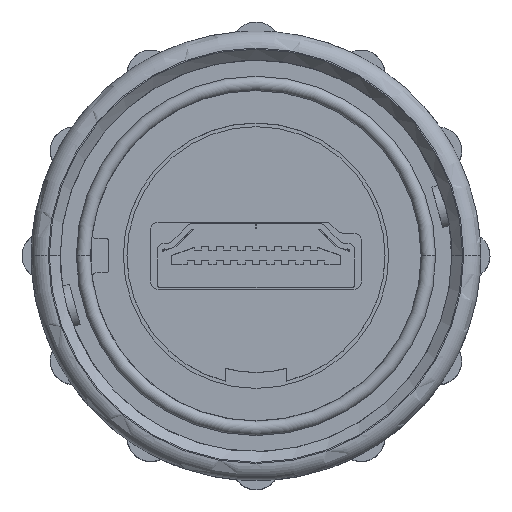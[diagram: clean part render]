
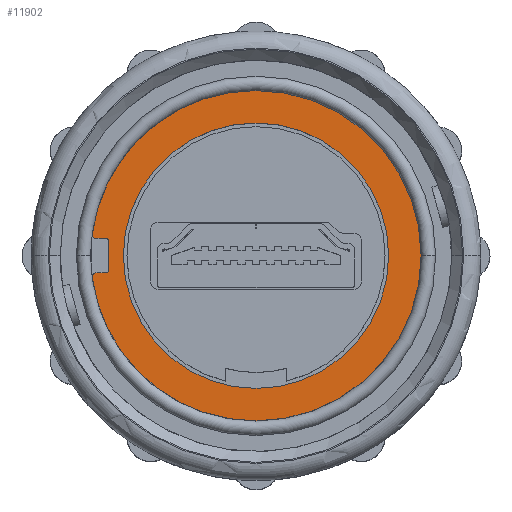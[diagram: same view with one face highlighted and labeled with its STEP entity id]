
A CAD part, top view. The second image highlights one B-rep face of the part: STEP entity #11902.
In plain terms, the highlighted planar face has unit normal (0, 0, 1).
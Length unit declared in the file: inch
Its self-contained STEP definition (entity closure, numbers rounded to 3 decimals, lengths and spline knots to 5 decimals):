
#267 = CARTESIAN_POINT ( 'NONE',  ( 0., -0.366, -0.383 ) ) ;
#299 = DIRECTION ( 'NONE',  ( 0., 0., 1. ) ) ;
#386 = AXIS2_PLACEMENT_3D ( 'NONE', #9588, #1319, #10983 ) ;
#471 = DIRECTION ( 'NONE',  ( 0., 1., 0. ) ) ;
#614 = VERTEX_POINT ( 'NONE', #6542 ) ;
#682 = ORIENTED_EDGE ( 'NONE', *, *, #2632, .F. ) ;
#830 = EDGE_CURVE ( 'NONE', #9445, #11163, #9145, .T. ) ;
#910 = ORIENTED_EDGE ( 'NONE', *, *, #6553, .T. ) ;
#971 = EDGE_CURVE ( 'NONE', #7678, #15388, #14611, .T. ) ;
#1045 = CARTESIAN_POINT ( 'NONE',  ( 0., 0., -0.383 ) ) ;
#1206 = DIRECTION ( 'NONE',  ( 0., 1., 0. ) ) ;
#1311 = VERTEX_POINT ( 'NONE', #10565 ) ;
#1319 = DIRECTION ( 'NONE',  ( 0., 0., 1. ) ) ;
#1362 = VECTOR ( 'NONE', #7472, 39.37008 ) ;
#1374 = LINE ( 'NONE', #8226, #8286 ) ;
#1502 = LINE ( 'NONE', #9805, #15342 ) ;
#1568 = LINE ( 'NONE', #14841, #15860 ) ;
#1821 = EDGE_CURVE ( 'NONE', #1311, #614, #1374, .T. ) ;
#2010 = EDGE_CURVE ( 'NONE', #15388, #8722, #12635, .T. ) ;
#2071 = CARTESIAN_POINT ( 'NONE',  ( -0.45169, -0.05879, -0.383 ) ) ;
#2090 = AXIS2_PLACEMENT_3D ( 'NONE', #10940, #2695, #12337 ) ;
#2404 = CIRCLE ( 'NONE', #386, 0.01 ) ;
#2461 = DIRECTION ( 'NONE',  ( 0., -1., 0. ) ) ;
#2632 = EDGE_CURVE ( 'NONE', #17339, #15775, #1568, .T. ) ;
#2634 = EDGE_LOOP ( 'NONE', ( #9592, #14404, #8413, #11085, #10115, #910, #6824, #9959, #5329, #11601, #682 ) ) ;
#2695 = DIRECTION ( 'NONE',  ( 0., 0., 1. ) ) ;
#2952 = DIRECTION ( 'NONE',  ( 1., 0., 0. ) ) ;
#3143 = DIRECTION ( 'NONE',  ( 1., 0., 0. ) ) ;
#3508 = VERTEX_POINT ( 'NONE', #267 ) ;
#3684 = DIRECTION ( 'NONE',  ( 0., 0., 1. ) ) ;
#4159 = DIRECTION ( 'NONE',  ( 0., 0., -1. ) ) ;
#4275 = CARTESIAN_POINT ( 'NONE',  ( 0., 0.4555, -0.383 ) ) ;
#4678 = VERTEX_POINT ( 'NONE', #2071 ) ;
#5044 = AXIS2_PLACEMENT_3D ( 'NONE', #1045, #10704, #2461 ) ;
#5116 = CARTESIAN_POINT ( 'NONE',  ( -0.4055, 0.0375, -0.383 ) ) ;
#5150 = FACE_BOUND ( 'NONE', #5857, .T. ) ;
#5251 = PLANE ( 'NONE',  #17782 ) ;
#5323 = EDGE_CURVE ( 'NONE', #11966, #4678, #2404, .T. ) ;
#5329 = ORIENTED_EDGE ( 'NONE', *, *, #830, .F. ) ;
#5494 = CARTESIAN_POINT ( 'NONE',  ( -0.44177, -0.0475, -0.383 ) ) ;
#5746 = DIRECTION ( 'NONE',  ( 0., 0., 1. ) ) ;
#5797 = DIRECTION ( 'NONE',  ( 0., -1., 0. ) ) ;
#5857 = EDGE_LOOP ( 'NONE', ( #6515, #16885 ) ) ;
#6019 = EDGE_CURVE ( 'NONE', #11966, #17339, #1502, .T. ) ;
#6221 = DIRECTION ( 'NONE',  ( -1., 0., 0. ) ) ;
#6515 = ORIENTED_EDGE ( 'NONE', *, *, #9060, .F. ) ;
#6542 = CARTESIAN_POINT ( 'NONE',  ( -0.44177, 0.0475, -0.383 ) ) ;
#6553 = EDGE_CURVE ( 'NONE', #8722, #614, #12078, .T. ) ;
#6706 = CARTESIAN_POINT ( 'NONE',  ( 0.414, 0., -0.383 ) ) ;
#6824 = ORIENTED_EDGE ( 'NONE', *, *, #1821, .F. ) ;
#7472 = DIRECTION ( 'NONE',  ( 0., 1., 0. ) ) ;
#7492 = VERTEX_POINT ( 'NONE', #13421 ) ;
#7536 = CARTESIAN_POINT ( 'NONE',  ( -0.4155, -0.0475, -0.383 ) ) ;
#7678 = VERTEX_POINT ( 'NONE', #11131 ) ;
#7705 = CIRCLE ( 'NONE', #2090, 0.366 ) ;
#8226 = CARTESIAN_POINT ( 'NONE',  ( -0.45302, 0.0475, -0.383 ) ) ;
#8282 = AXIS2_PLACEMENT_3D ( 'NONE', #14041, #5746, #15427 ) ;
#8286 = VECTOR ( 'NONE', #6221, 39.37008 ) ;
#8413 = ORIENTED_EDGE ( 'NONE', *, *, #14495, .T. ) ;
#8422 = CARTESIAN_POINT ( 'NONE',  ( -0.45169, 0.05879, -0.383 ) ) ;
#8502 = AXIS2_PLACEMENT_3D ( 'NONE', #13393, #3684, #10609 ) ;
#8569 = CARTESIAN_POINT ( 'NONE',  ( 0., 0., -0.383 ) ) ;
#8722 = VERTEX_POINT ( 'NONE', #8422 ) ;
#8755 = DIRECTION ( 'NONE',  ( 0., 0., -1. ) ) ;
#9049 = DIRECTION ( 'NONE',  ( 0., 0., 1. ) ) ;
#9060 = EDGE_CURVE ( 'NONE', #3508, #7492, #7705, .T. ) ;
#9145 = LINE ( 'NONE', #15824, #1362 ) ;
#9257 = FACE_OUTER_BOUND ( 'NONE', #2634, .T. ) ;
#9445 = VERTEX_POINT ( 'NONE', #13241 ) ;
#9472 = DIRECTION ( 'NONE',  ( 0., 0., -1. ) ) ;
#9588 = CARTESIAN_POINT ( 'NONE',  ( -0.44177, -0.0575, -0.383 ) ) ;
#9592 = ORIENTED_EDGE ( 'NONE', *, *, #6019, .F. ) ;
#9805 = CARTESIAN_POINT ( 'NONE',  ( -0.4055, -0.0475, -0.383 ) ) ;
#9865 = AXIS2_PLACEMENT_3D ( 'NONE', #12447, #4159, #13824 ) ;
#9883 = AXIS2_PLACEMENT_3D ( 'NONE', #13791, #9049, #5797 ) ;
#9958 = DIRECTION ( 'NONE',  ( 0., -1., 0. ) ) ;
#9959 = ORIENTED_EDGE ( 'NONE', *, *, #12568, .T. ) ;
#10115 = ORIENTED_EDGE ( 'NONE', *, *, #2010, .T. ) ;
#10565 = CARTESIAN_POINT ( 'NONE',  ( -0.4155, 0.0475, -0.383 ) ) ;
#10609 = DIRECTION ( 'NONE',  ( 0., -1., 0. ) ) ;
#10704 = DIRECTION ( 'NONE',  ( 0., 0., 1. ) ) ;
#10940 = CARTESIAN_POINT ( 'NONE',  ( 0., 0., -0.383 ) ) ;
#10983 = DIRECTION ( 'NONE',  ( 0., 1., 0. ) ) ;
#11085 = ORIENTED_EDGE ( 'NONE', *, *, #971, .T. ) ;
#11131 = CARTESIAN_POINT ( 'NONE',  ( 0., -0.4555, -0.383 ) ) ;
#11151 = CARTESIAN_POINT ( 'NONE',  ( -0.43677, -0.0475, -0.383 ) ) ;
#11163 = VERTEX_POINT ( 'NONE', #5116 ) ;
#11188 = AXIS2_PLACEMENT_3D ( 'NONE', #8569, #299, #9958 ) ;
#11582 = CIRCLE ( 'NONE', #5044, 0.4555 ) ;
#11601 = ORIENTED_EDGE ( 'NONE', *, *, #12958, .T. ) ;
#11902 = ADVANCED_FACE ( 'NONE', ( #5150, #9257 ), #5251, .F. ) ;
#11966 = VERTEX_POINT ( 'NONE', #5494 ) ;
#12078 = CIRCLE ( 'NONE', #8282, 0.01 ) ;
#12233 = CIRCLE ( 'NONE', #11188, 0.366 ) ;
#12337 = DIRECTION ( 'NONE',  ( 0., -1., 0. ) ) ;
#12447 = CARTESIAN_POINT ( 'NONE',  ( -0.4155, -0.0375, -0.383 ) ) ;
#12510 = CIRCLE ( 'NONE', #17087, 0.01 ) ;
#12568 = EDGE_CURVE ( 'NONE', #1311, #11163, #12510, .T. ) ;
#12635 = CIRCLE ( 'NONE', #9883, 0.4555 ) ;
#12958 = EDGE_CURVE ( 'NONE', #9445, #15775, #14670, .T. ) ;
#13241 = CARTESIAN_POINT ( 'NONE',  ( -0.4055, -0.0375, -0.383 ) ) ;
#13393 = CARTESIAN_POINT ( 'NONE',  ( 0., 0., -0.383 ) ) ;
#13421 = CARTESIAN_POINT ( 'NONE',  ( 0., 0.366, -0.383 ) ) ;
#13791 = CARTESIAN_POINT ( 'NONE',  ( 0., 0., -0.383 ) ) ;
#13824 = DIRECTION ( 'NONE',  ( 0., 1., 0. ) ) ;
#14041 = CARTESIAN_POINT ( 'NONE',  ( -0.44177, 0.0575, -0.383 ) ) ;
#14404 = ORIENTED_EDGE ( 'NONE', *, *, #5323, .T. ) ;
#14495 = EDGE_CURVE ( 'NONE', #4678, #7678, #11582, .T. ) ;
#14611 = CIRCLE ( 'NONE', #8502, 0.4555 ) ;
#14670 = CIRCLE ( 'NONE', #9865, 0.01 ) ;
#14727 = EDGE_CURVE ( 'NONE', #7492, #3508, #12233, .T. ) ;
#14841 = CARTESIAN_POINT ( 'NONE',  ( -0.4055, -0.0475, -0.383 ) ) ;
#15342 = VECTOR ( 'NONE', #2952, 39.37008 ) ;
#15388 = VERTEX_POINT ( 'NONE', #4275 ) ;
#15427 = DIRECTION ( 'NONE',  ( 0., 1., 0. ) ) ;
#15775 = VERTEX_POINT ( 'NONE', #7536 ) ;
#15824 = CARTESIAN_POINT ( 'NONE',  ( -0.4055, 0.0475, -0.383 ) ) ;
#15860 = VECTOR ( 'NONE', #3143, 39.37008 ) ;
#16885 = ORIENTED_EDGE ( 'NONE', *, *, #14727, .F. ) ;
#17070 = CARTESIAN_POINT ( 'NONE',  ( -0.4155, 0.0375, -0.383 ) ) ;
#17087 = AXIS2_PLACEMENT_3D ( 'NONE', #17070, #8755, #471 ) ;
#17339 = VERTEX_POINT ( 'NONE', #11151 ) ;
#17782 = AXIS2_PLACEMENT_3D ( 'NONE', #6706, #9472, #1206 ) ;
